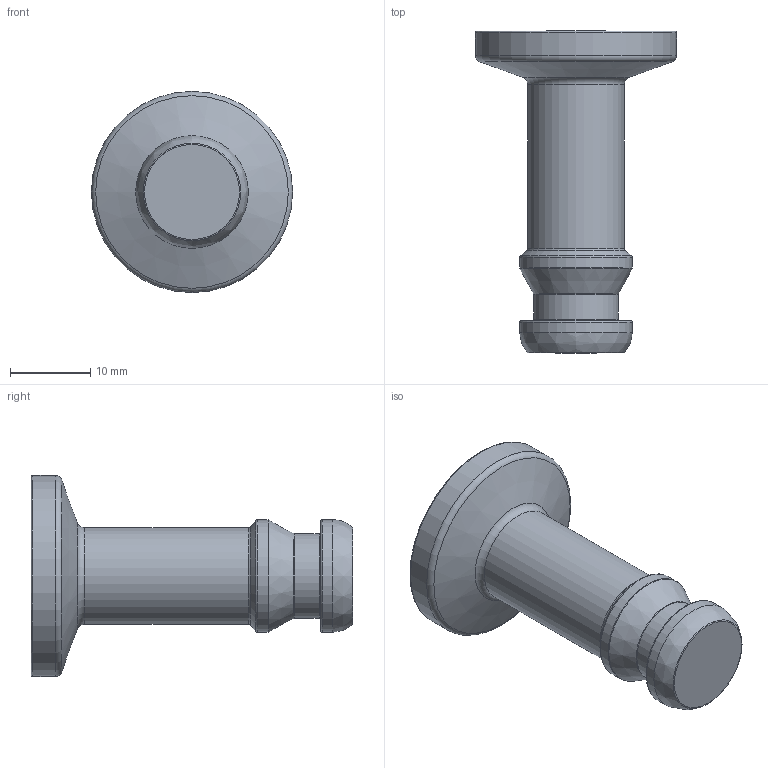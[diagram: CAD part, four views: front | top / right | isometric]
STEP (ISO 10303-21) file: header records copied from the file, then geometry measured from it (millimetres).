
FILE_DESCRIPTION(/* description */ (''),/* implementation_level */ '2;1');
FILE_NAME(/* name */ '900096.stp',/* time_stamp */ '2025-01-06T12:46:05+01:00',/* author */ ('mbs'),/* organization */ (''),/* preprocessor_version */ 'ST-DEVELOPER v20',/* originating_system */ 'Autodesk Inventor 2024',/* authorisation */ '');
FILE_SCHEMA (('AUTOMOTIVE_DESIGN { 1 0 10303 214 3 1 1 }'));
Length unit declared in the file: millimetre
Products named in the file (1): 900096
Bounding box: 25 x 40 x 25 mm (x, y, z)
Volume: 6414.3 mm3; surface area: 2672 mm2
Topology: 1 solids, 1 shells, 22 faces, 56 edges, 37 vertices
Faces by surface type: torus 10, cylinder 5, plane 3, cone 3, bspline 1
Full cylindrical faces by diameter (mm): 10.5 x1, 12 x1, 14 x2, 25 x1
Entity records: 796 total; most frequent: DIRECTION 148, CARTESIAN_POINT 142, ORIENTED_EDGE 112, AXIS2_PLACEMENT_3D 70, EDGE_CURVE 56, CIRCLE 48, VERTEX_POINT 37, EDGE_LOOP 23
